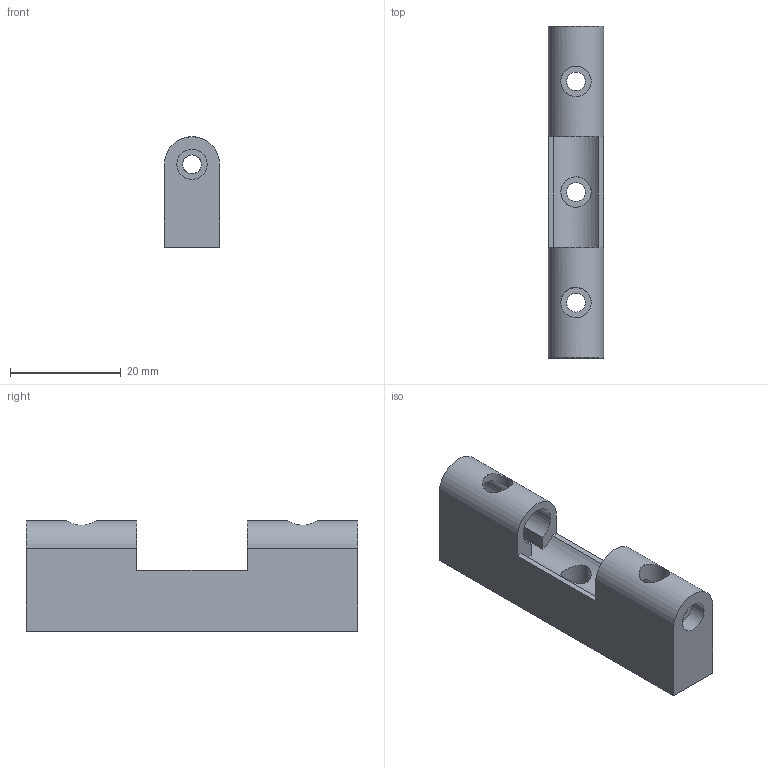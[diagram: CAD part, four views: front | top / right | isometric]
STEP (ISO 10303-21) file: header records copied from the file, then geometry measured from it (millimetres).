
FILE_DESCRIPTION(('FreeCAD Model'),'2;1');
FILE_NAME('Open CASCADE Shape Model','2025-06-02T05:10:35',('FreeCAD'),( 'FreeCAD'),'Open CASCADE STEP processor 7.7','FreeCAD','Unknown');
FILE_SCHEMA(('AUTOMOTIVE_DESIGN { 1 0 10303 214 1 1 1 1 }'));
Length unit declared in the file: millimetre
Products named in the file (1): Open CASCADE STEP translator 7.7 40
Bounding box: 10 x 60 x 20 mm (x, y, z)
Volume: 7699.7 mm3; surface area: 4739.1 mm2
Topology: 1 solids, 1 shells, 32 faces, 88 edges, 60 vertices
Faces by surface type: plane 17, cylinder 15
Full cylindrical faces by diameter (mm): 3.4 x5, 5.5 x5
Entity records: 2360 total; most frequent: CARTESIAN_POINT 1506, ORIENTED_EDGE 176, DIRECTION 162, EDGE_CURVE 88, VERTEX_POINT 60, AXIS2_PLACEMENT_3D 56, LINE 50, VECTOR 50
